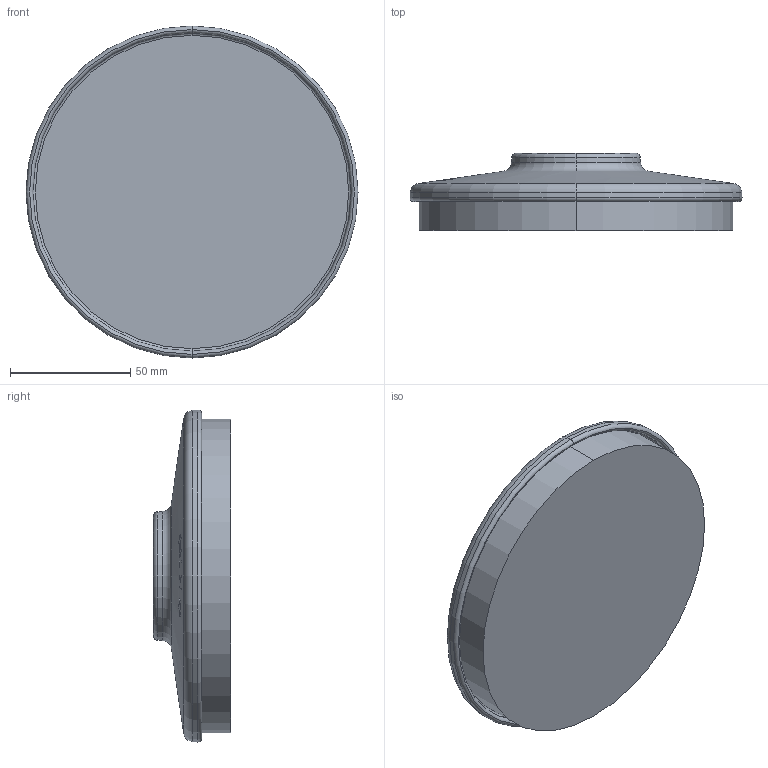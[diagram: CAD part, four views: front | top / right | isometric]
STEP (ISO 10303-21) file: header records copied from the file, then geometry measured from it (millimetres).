
FILE_DESCRIPTION (( 'STEP AP214' ), '1' );
FILE_NAME ('GLR-136-15.step', '2013-08-22T12:02:49', ( 'admin' ), ( '' ), 'SwSTEP 2.0', 'SolidWorks 2012', '' );
FILE_SCHEMA (( 'AUTOMOTIVE_DESIGN' ));
Length unit declared in the file: millimetre
Products named in the file (1): GLR-136-15
Bounding box: 137.83 x 32 x 137.83 mm (x, y, z)
Volume: 314538.4 mm3; surface area: 40682.1 mm2
Topology: 1 solids, 1 shells, 115 faces, 288 edges, 183 vertices
Faces by surface type: bspline 43, plane 40, cone 14, torus 12, cylinder 6
Entity records: 7013 total; most frequent: CARTESIAN_POINT 3300, ORIENTED_EDGE 572, DIRECTION 361, EDGE_CURVE 286, VERTEX_POINT 183, EDGE_LOOP 125, LINE 123, VECTOR 123
